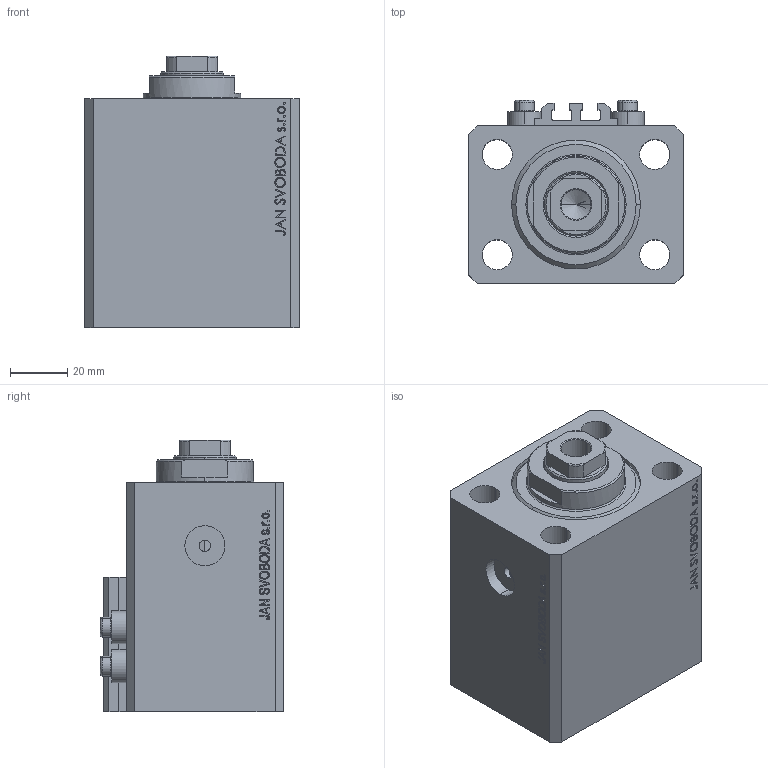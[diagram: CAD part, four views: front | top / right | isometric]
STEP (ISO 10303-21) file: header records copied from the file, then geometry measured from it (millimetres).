
FILE_DESCRIPTION (( 'STEP AP203' ), '1' );
FILE_NAME ('23a9.STEP', '2022-04-09T18:59:58', ( '' ), ( '' ), 'SwSTEP 2.0', 'SolidWorks 2019', '' );
FILE_SCHEMA (( 'CONFIG_CONTROL_DESIGN' ));
Length unit declared in the file: millimetre
Products named in the file (5): 23a9; V250CE_C_VCP bb7b97cd7d762ae75917d97c8a0b3d2c; V250CE_C_Body bb7b97cd7d762ae75917d97c8a0b3d2c; V250CE_VC_C bb7b97cd7d762ae75917d97c8a0b3d2c; ALLEN BOLT V250CE bb7b97cd7d762ae75917d97c8a0b3d2c
Assembly tree (7 placements, depth 2):
  23a9
    V250CE_C_Body bb7b97cd7d762ae75917d97c8a0b3d2c
    ALLEN BOLT V250CE bb7b97cd7d762ae75917d97c8a0b3d2c  x4
    V250CE_C_VCP bb7b97cd7d762ae75917d97c8a0b3d2c
    V250CE_VC_C bb7b97cd7d762ae75917d97c8a0b3d2c
Bounding box: 75 x 64 x 94.9 mm (x, y, z)
Volume: 304651.9 mm3; surface area: 74454.8 mm2
Topology: 8 solids, 8 shells, 1042 faces, 2622 edges, 1713 vertices
Faces by surface type: plane 504, bspline 374, cylinder 92, cone 58, torus 14
Entity records: 47492 total; most frequent: CARTESIAN_POINT 25942, ORIENTED_EDGE 4934, DIRECTION 3071, EDGE_CURVE 2467, VERTEX_POINT 1629, LINE 1495, VECTOR 1495, EDGE_LOOP 1092
